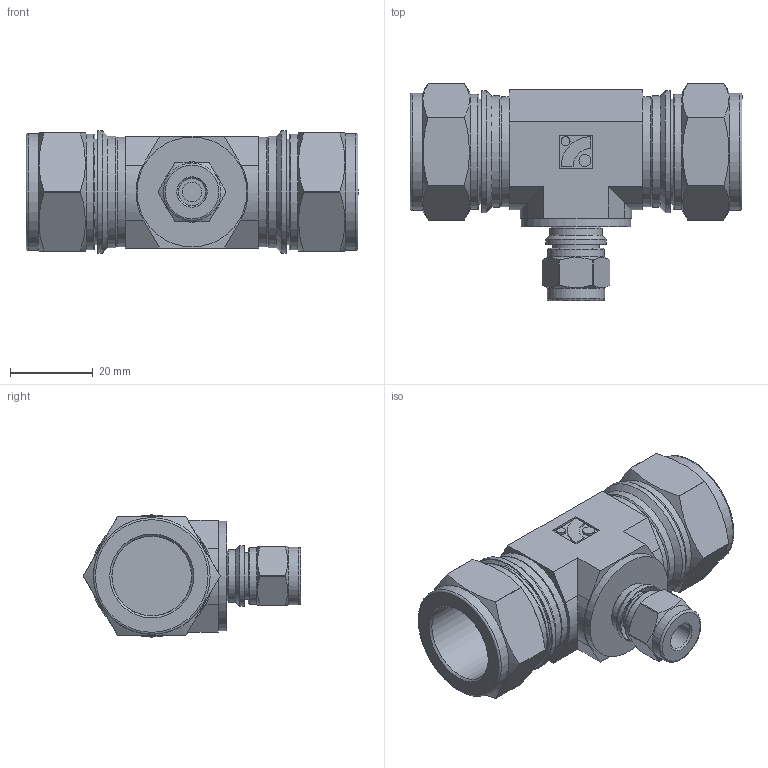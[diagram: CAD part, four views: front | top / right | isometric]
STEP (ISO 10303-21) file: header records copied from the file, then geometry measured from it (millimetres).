
FILE_DESCRIPTION(/* description */ (''),/* implementation_level */ '2;1');
FILE_NAME(/* name */ 'SRUTI-12-4.stp',/* time_stamp */ '2022-07-04T08:50:05+09:00',/* author */ ('user'),/* organization */ (''),/* preprocessor_version */ 'ST-DEVELOPER v18.1',/* originating_system */ 'Autodesk Inventor 2022',/* authorisation */ '');
FILE_SCHEMA (('AUTOMOTIVE_DESIGN { 1 0 10303 214 3 1 1 }'));
Length unit declared in the file: millimetre
Products named in the file (1): SRUT-12-4
Bounding box: 80.14 x 52.44 x 29.5 mm (x, y, z)
Volume: 41836.8 mm3; surface area: 16420.6 mm2
Topology: 1 solids, 1 shells, 170 faces, 383 edges, 242 vertices
Faces by surface type: plane 80, cylinder 60, cone 24, torus 6
Full cylindrical faces by diameter (mm): 2.16 x2, 2.88 x2, 4.826 x1, 6.55 x1, 9.4 x1, 10.1 x1, 11.113 x1, 12.6 x1, 13.6 x1, 13.9 x1, 14.6 x1, 19.2 x2, 19.25 x2, 23.8 x2, 24.2 x2, 25.4 x2, 26.5 x3, 26.9 x2, 27.8 x2, 28.2 x2, 29.5 x2
Entity records: 4776 total; most frequent: CARTESIAN_POINT 894, DIRECTION 849, ORIENTED_EDGE 766, EDGE_CURVE 383, AXIS2_PLACEMENT_3D 333, VERTEX_POINT 242, EDGE_LOOP 197, LINE 183
